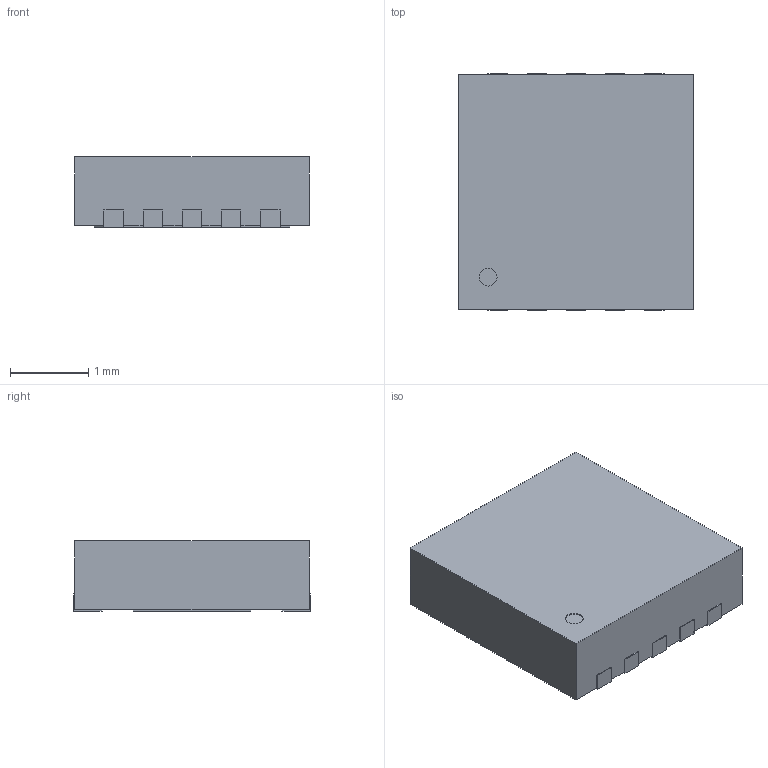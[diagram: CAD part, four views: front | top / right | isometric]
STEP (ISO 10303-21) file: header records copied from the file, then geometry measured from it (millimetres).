
FILE_DESCRIPTION (( 'STEP AP214' ), '1' );
FILE_NAME ('DFN-10L-3x3.STEP', '2024-12-20T05:18:53', ( '' ), ( '' ), 'SwSTEP 2.0', 'SolidWorks 2021', '' );
FILE_SCHEMA (( 'AUTOMOTIVE_DESIGN' ));
Length unit declared in the file: millimetre
Products named in the file (1): DFN-10L-3x3
Bounding box: 3 x 3.02 x 0.9 mm (x, y, z)
Volume: 8 mm3; surface area: 29.1 mm2
Topology: 1 solids, 1 shells, 75 faces, 213 edges, 142 vertices
Faces by surface type: plane 73, cylinder 2
Entity records: 3250 total; most frequent: CARTESIAN_POINT 431, ORIENTED_EDGE 426, DIRECTION 369, EDGE_CURVE 213, LINE 209, VECTOR 209, VERTEX_POINT 142, AXIS2_PLACEMENT_3D 80
